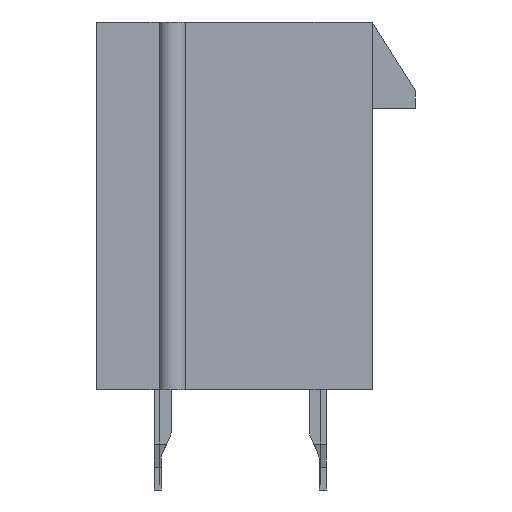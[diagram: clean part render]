
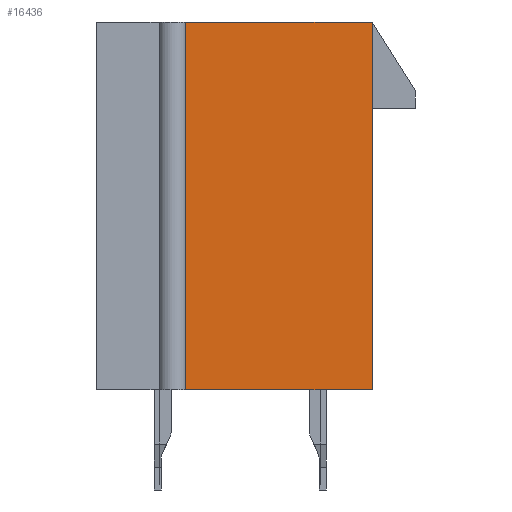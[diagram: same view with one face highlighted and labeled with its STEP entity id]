
A CAD part, left-side view. The second image highlights one B-rep face of the part: STEP entity #16436.
In plain terms, the highlighted planar face has unit normal (-1, 0, 0).
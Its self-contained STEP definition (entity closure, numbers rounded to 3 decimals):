
#494=ORIENTED_EDGE('',*,*,#5381,.T.);
#495=ORIENTED_EDGE('',*,*,#5382,.F.);
#496=ORIENTED_EDGE('',*,*,#5383,.T.);
#497=ORIENTED_EDGE('',*,*,#5384,.T.);
#5381=EDGE_CURVE('',#7817,#7818,#9381,.T.);
#5382=EDGE_CURVE('',#7819,#7818,#9382,.T.);
#5383=EDGE_CURVE('',#7819,#7820,#9383,.T.);
#5384=EDGE_CURVE('',#7820,#7817,#9384,.T.);
#7817=VERTEX_POINT('',#22879);
#7818=VERTEX_POINT('',#22880);
#7819=VERTEX_POINT('',#22882);
#7820=VERTEX_POINT('',#22884);
#9381=LINE('',#22878,#11774);
#9382=LINE('',#22881,#11775);
#9383=LINE('',#22883,#11776);
#9384=LINE('',#22885,#11777);
#11774=VECTOR('',#18479,1000.);
#11775=VECTOR('',#18480,1000.);
#11776=VECTOR('',#18481,1000.);
#11777=VECTOR('',#18482,1000.);
#13941=EDGE_LOOP('',(#494,#495,#496,#497));
#14801=FACE_BOUND('',#13941,.T.);
#15654=PLANE('',#17274);
#16436=ADVANCED_FACE('',(#14801),#15654,.T.);
#17274=AXIS2_PLACEMENT_3D('',#22877,#18477,#18478);
#18477=DIRECTION('',(-1.,0.,0.));
#18478=DIRECTION('',(0.,0.,1.));
#18479=DIRECTION('',(0.,1.,0.));
#18480=DIRECTION('',(0.,0.,1.));
#18481=DIRECTION('',(0.,-1.,0.));
#18482=DIRECTION('',(0.,0.,1.));
#22877=CARTESIAN_POINT('',(-25.85,0.,0.));
#22878=CARTESIAN_POINT('',(-25.85,-4.8,6.4));
#22879=CARTESIAN_POINT('',(-25.85,-4.8,6.4));
#22880=CARTESIAN_POINT('',(-25.85,1.71,6.4));
#22881=CARTESIAN_POINT('',(-25.85,1.71,-6.4));
#22882=CARTESIAN_POINT('',(-25.85,1.71,-6.4));
#22883=CARTESIAN_POINT('',(-25.85,4.8,-6.4));
#22884=CARTESIAN_POINT('',(-25.85,-4.8,-6.4));
#22885=CARTESIAN_POINT('',(-25.85,-4.8,-6.4));
